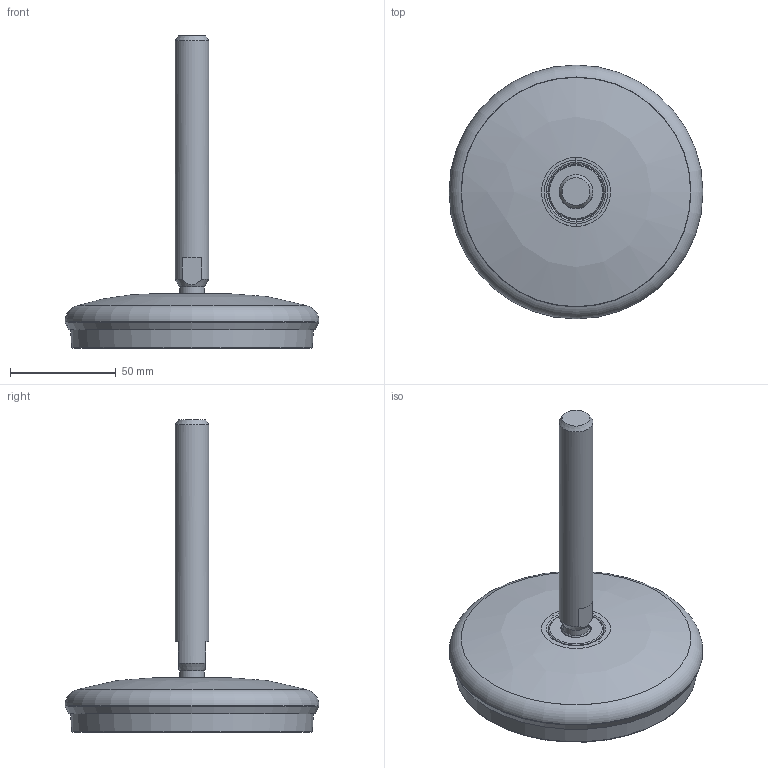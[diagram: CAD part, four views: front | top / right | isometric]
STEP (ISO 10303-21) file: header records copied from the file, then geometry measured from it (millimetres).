
FILE_DESCRIPTION(/* description */ ('STEP AP214'),/* implementation_level */ '2;1');
FILE_NAME(/* name */ 'P120SM16X148.stp',/* time_stamp */ '2022-07-12T11:15:22+02:00',/* author */ ('stefan.nesic'),/* organization */ (' '),/* preprocessor_version */ 'ST-DEVELOPER v18.1',/* originating_system */ 'Autodesk Inventor 2021',/* authorisation */ ' ');
FILE_SCHEMA (('CONFIG_CONTROL_DESIGN'));
Length unit declared in the file: millimetre
Products named in the file (4): P120SM16X148; Component2; Component3; 3021
Assembly tree (3 placements, depth 2):
  P120SM16X148
    Component2
    Component3
    3021
Bounding box: 119.99 x 119.99 x 147.69 mm (x, y, z)
Volume: 254500.5 mm3; surface area: 76411.4 mm2
Topology: 3 solids, 35 shells, 326 faces, 727 edges, 482 vertices
Faces by surface type: plane 109, cone 83, torus 76, bspline 40, cylinder 15, sphere 3
Full cylindrical faces by diameter (mm): 11.7 x1, 11.838 x1, 13.907 x1, 16 x1, 22.838 x1, 26.512 x1, 27.512 x1, 32.838 x1, 43.262 x1, 51.262 x1, 61.162 x1, 69.162 x1, 79.062 x1, 87.062 x1, 97.487 x1
Entity records: 10701 total; most frequent: CARTESIAN_POINT 3351, DIRECTION 1626, ORIENTED_EDGE 1450, AXIS2_PLACEMENT_3D 751, EDGE_CURVE 725, VERTEX_POINT 482, CIRCLE 346, EDGE_LOOP 341
